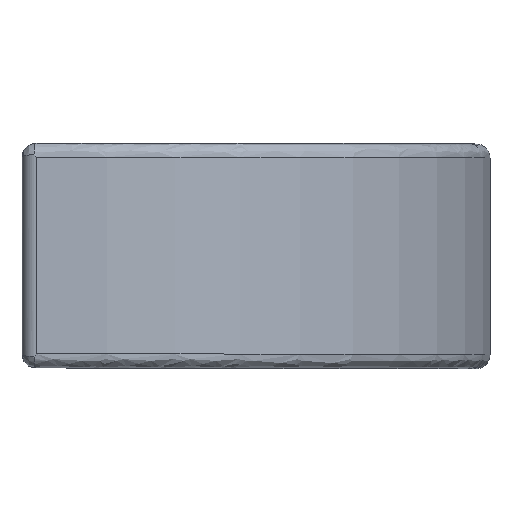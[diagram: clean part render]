
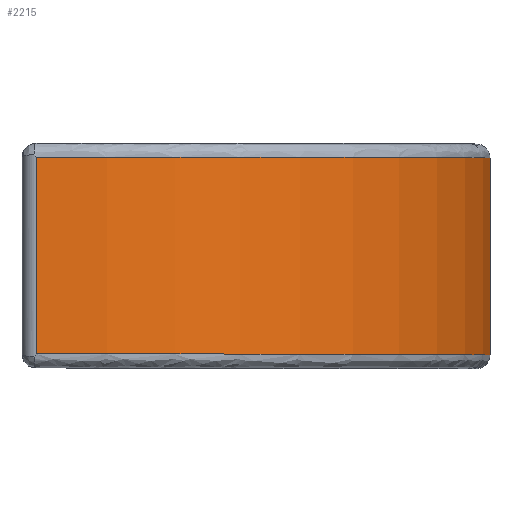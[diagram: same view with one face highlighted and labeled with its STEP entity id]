
A CAD part, top view. The second image highlights one B-rep face of the part: STEP entity #2215.
In plain terms, the highlighted cylindrical face has radius 100 mm (diameter 200 mm), a partial arc.
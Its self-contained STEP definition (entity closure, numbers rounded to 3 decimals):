
#2072=CARTESIAN_POINT('',(99.952,21.,3.093));
#2073=VERTEX_POINT('',#2072);
#2086=CARTESIAN_POINT('',(3.093,21.,99.952));
#2087=VERTEX_POINT('',#2086);
#2095=CARTESIAN_POINT('',(0.,21.,0.));
#2096=DIRECTION('',(0.0,-1.0,0.0));
#2097=DIRECTION('',(0.0,0.0,-1.0));
#2098=AXIS2_PLACEMENT_3D('',#2095,#2096,#2097);
#2099=CIRCLE('',#2098,100.);
#2100=EDGE_CURVE('',#2073,#2087,#2099,.T.);
#2116=CARTESIAN_POINT('',(3.093,-21.,99.952));
#2117=VERTEX_POINT('',#2116);
#2125=CARTESIAN_POINT('',(3.093,21.,99.952));
#2126=DIRECTION('',(0.0,-1.0,0.0));
#2127=VECTOR('',#2126,42.);
#2128=LINE('',#2125,#2127);
#2129=EDGE_CURVE('',#2087,#2117,#2128,.T.);
#2162=CARTESIAN_POINT('',(99.952,-21.,3.093));
#2163=VERTEX_POINT('',#2162);
#2171=CARTESIAN_POINT('',(0.,-21.,0.));
#2172=DIRECTION('',(0.0,1.0,0.0));
#2173=DIRECTION('',(0.0,0.0,-1.0));
#2174=AXIS2_PLACEMENT_3D('',#2171,#2172,#2173);
#2175=CIRCLE('',#2174,100.);
#2176=EDGE_CURVE('',#2117,#2163,#2175,.T.);
#2195=CARTESIAN_POINT('',(99.952,-21.0,3.093));
#2196=DIRECTION('',(0.0,1.0,0.0));
#2197=VECTOR('',#2196,42.);
#2198=LINE('',#2195,#2197);
#2199=EDGE_CURVE('',#2163,#2073,#2198,.T.);
#2204=CARTESIAN_POINT('',(0.,21.,0.));
#2205=DIRECTION('',(0.0,-1.0,0.0));
#2206=DIRECTION('',(0.0,0.0,-1.0));
#2207=AXIS2_PLACEMENT_3D('',#2204,#2205,#2206);
#2208=CYLINDRICAL_SURFACE('',#2207,100.);
#2209=ORIENTED_EDGE('',*,*,#2176,.T.);
#2210=ORIENTED_EDGE('',*,*,#2199,.T.);
#2211=ORIENTED_EDGE('',*,*,#2100,.T.);
#2212=ORIENTED_EDGE('',*,*,#2129,.T.);
#2213=EDGE_LOOP('',(#2209,#2210,#2211,#2212));
#2214=FACE_OUTER_BOUND('',#2213,.T.);
#2215=ADVANCED_FACE('',(#2214),#2208,.T.);
